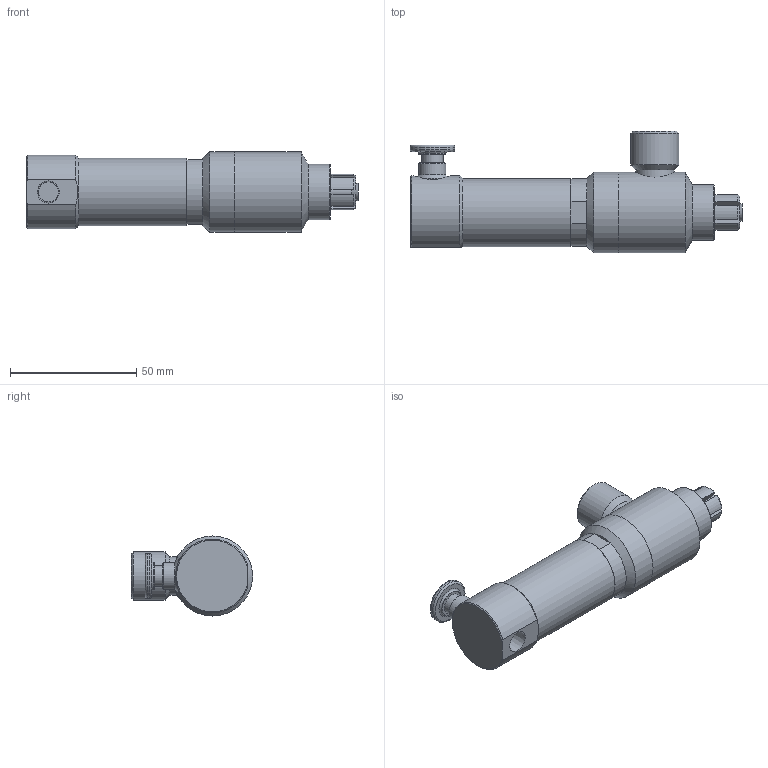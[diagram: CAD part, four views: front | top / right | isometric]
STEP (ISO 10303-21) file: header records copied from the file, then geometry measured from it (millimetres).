
FILE_DESCRIPTION(/* description */ (''),/* implementation_level */ '2;1');
FILE_NAME(/* name */ 'FNV-064041.stp',/* time_stamp */ '2014-07-10T08:57:40-05:00',/* author */ ('scottg'),/* organization */ ('FasTest,Inc.'),/* preprocessor_version */ 'ST-DEVELOPER v15.2',/* originating_system */ 'Autodesk Inventor 2014',/* authorisation */ '');
FILE_SCHEMA (('AUTOMOTIVE_DESIGN { 1 0 10303 214 3 1 1 }'));
Length unit declared in the file: inch
Products named in the file (3): FNB-064; FVBA200 CAD MODEL; FNV-064041
Bounding box: 131.5 x 48.01 x 31.75 mm (x, y, z)
Volume: 80650.3 mm3; surface area: 18765.4 mm2
Topology: 3 solids, 3 shells, 150 faces, 373 edges, 245 vertices
Faces by surface type: plane 84, cylinder 31, cone 24, torus 10, sphere 1
Full cylindrical faces by diameter (mm): 7.95 x1, 8.382 x1, 10.668 x2, 10.719 x1, 12.319 x1, 13.411 x1, 13.716 x1, 15.189 x1, 17.78 x1, 19.05 x1, 21.971 x1, 26.924 x1, 27.483 x1, 31.75 x2
Entity records: 4497 total; most frequent: CARTESIAN_POINT 1147, DIRECTION 681, ORIENTED_EDGE 646, EDGE_CURVE 323, AXIS2_PLACEMENT_3D 272, VERTEX_POINT 232, EDGE_LOOP 205, ADVANCED_FACE 150
